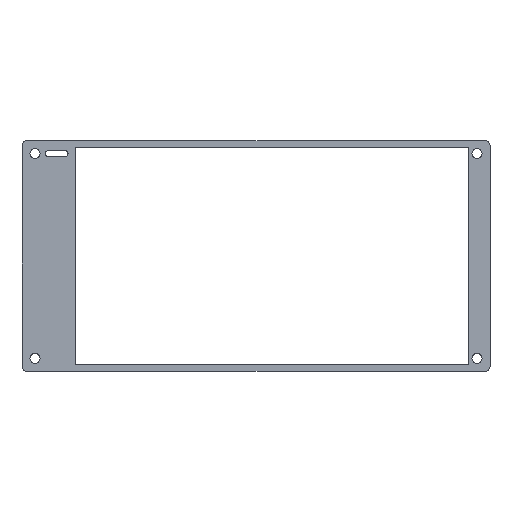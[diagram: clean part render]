
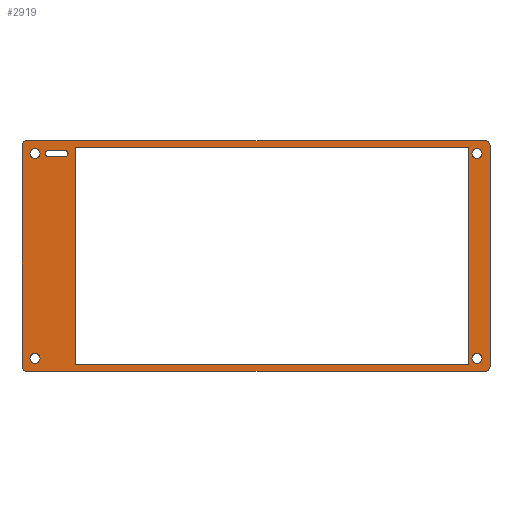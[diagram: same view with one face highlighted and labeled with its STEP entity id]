
A CAD part, top view. The second image highlights one B-rep face of the part: STEP entity #2919.
In plain terms, the highlighted planar face has unit normal (0, 0, 1).
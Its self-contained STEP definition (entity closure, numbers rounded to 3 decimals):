
#25=FACE_BOUND('',#440,.T.);
#26=FACE_BOUND('',#441,.T.);
#27=FACE_BOUND('',#442,.T.);
#28=FACE_BOUND('',#443,.T.);
#29=FACE_BOUND('',#444,.T.);
#30=FACE_BOUND('',#445,.T.);
#149=PLANE('',#3112);
#291=FACE_OUTER_BOUND('',#439,.T.);
#439=EDGE_LOOP('',(#2717,#2718,#2719,#2720,#2721,#2722,#2723,#2724));
#440=EDGE_LOOP('',(#2725,#2726,#2727,#2728));
#441=EDGE_LOOP('',(#2729,#2730,#2731,#2732,#2733,#2734,#2735,#2736));
#442=EDGE_LOOP('',(#2737));
#443=EDGE_LOOP('',(#2738));
#444=EDGE_LOOP('',(#2739));
#445=EDGE_LOOP('',(#2740));
#543=LINE('',#4064,#922);
#554=LINE('',#4086,#933);
#557=LINE('',#4091,#936);
#668=LINE('',#4344,#1047);
#672=LINE('',#4353,#1051);
#675=LINE('',#4361,#1054);
#678=LINE('',#4369,#1057);
#790=LINE('',#4596,#1169);
#810=LINE('',#4647,#1189);
#814=LINE('',#4656,#1193);
#817=LINE('',#4664,#1196);
#820=LINE('',#4672,#1199);
#922=VECTOR('',#3289,10.);
#933=VECTOR('',#3302,10.);
#936=VECTOR('',#3307,10.);
#1047=VECTOR('',#3482,10.);
#1051=VECTOR('',#3492,10.);
#1054=VECTOR('',#3501,10.);
#1057=VECTOR('',#3510,10.);
#1169=VECTOR('',#3746,10.);
#1189=VECTOR('',#3804,10.);
#1193=VECTOR('',#3814,10.);
#1196=VECTOR('',#3823,10.);
#1199=VECTOR('',#3832,10.);
#1229=CIRCLE('',#3012,1.);
#1230=CIRCLE('',#3015,1.);
#1231=CIRCLE('',#3018,1.);
#1232=CIRCLE('',#3021,1.);
#1237=CIRCLE('',#3093,1.55);
#1238=CIRCLE('',#3095,1.55);
#1239=CIRCLE('',#3097,1.55);
#1240=CIRCLE('',#3099,1.55);
#1241=CIRCLE('',#3102,1.523);
#1242=CIRCLE('',#3105,1.523);
#1243=CIRCLE('',#3108,1.523);
#1244=CIRCLE('',#3111,1.523);
#1316=VERTEX_POINT('',#4061);
#1317=VERTEX_POINT('',#4063);
#1326=VERTEX_POINT('',#4083);
#1327=VERTEX_POINT('',#4085);
#1437=VERTEX_POINT('',#4342);
#1438=VERTEX_POINT('',#4343);
#1439=VERTEX_POINT('',#4348);
#1440=VERTEX_POINT('',#4352);
#1441=VERTEX_POINT('',#4356);
#1442=VERTEX_POINT('',#4360);
#1443=VERTEX_POINT('',#4364);
#1444=VERTEX_POINT('',#4368);
#1504=VERTEX_POINT('',#4628);
#1505=VERTEX_POINT('',#4632);
#1506=VERTEX_POINT('',#4636);
#1507=VERTEX_POINT('',#4640);
#1508=VERTEX_POINT('',#4644);
#1509=VERTEX_POINT('',#4646);
#1510=VERTEX_POINT('',#4651);
#1511=VERTEX_POINT('',#4655);
#1512=VERTEX_POINT('',#4659);
#1513=VERTEX_POINT('',#4663);
#1514=VERTEX_POINT('',#4667);
#1515=VERTEX_POINT('',#4671);
#1618=EDGE_CURVE('',#1317,#1316,#543,.T.);
#1629=EDGE_CURVE('',#1327,#1326,#554,.T.);
#1632=EDGE_CURVE('',#1326,#1317,#557,.T.);
#1757=EDGE_CURVE('',#1437,#1438,#668,.T.);
#1760=EDGE_CURVE('',#1438,#1439,#1229,.T.);
#1762=EDGE_CURVE('',#1439,#1440,#672,.T.);
#1764=EDGE_CURVE('',#1440,#1441,#1230,.T.);
#1766=EDGE_CURVE('',#1441,#1442,#675,.T.);
#1768=EDGE_CURVE('',#1442,#1443,#1231,.T.);
#1770=EDGE_CURVE('',#1443,#1444,#678,.T.);
#1772=EDGE_CURVE('',#1444,#1437,#1232,.T.);
#1887=EDGE_CURVE('',#1316,#1327,#790,.T.);
#1902=EDGE_CURVE('',#1504,#1504,#1237,.T.);
#1904=EDGE_CURVE('',#1505,#1505,#1238,.T.);
#1906=EDGE_CURVE('',#1506,#1506,#1239,.T.);
#1908=EDGE_CURVE('',#1507,#1507,#1240,.T.);
#1911=EDGE_CURVE('',#1509,#1508,#810,.T.);
#1914=EDGE_CURVE('',#1510,#1509,#1241,.T.);
#1916=EDGE_CURVE('',#1511,#1510,#814,.T.);
#1918=EDGE_CURVE('',#1512,#1511,#1242,.T.);
#1920=EDGE_CURVE('',#1513,#1512,#817,.T.);
#1922=EDGE_CURVE('',#1514,#1513,#1243,.T.);
#1924=EDGE_CURVE('',#1515,#1514,#820,.T.);
#1926=EDGE_CURVE('',#1508,#1515,#1244,.T.);
#2717=ORIENTED_EDGE('',*,*,#1926,.T.);
#2718=ORIENTED_EDGE('',*,*,#1924,.T.);
#2719=ORIENTED_EDGE('',*,*,#1922,.T.);
#2720=ORIENTED_EDGE('',*,*,#1920,.T.);
#2721=ORIENTED_EDGE('',*,*,#1918,.T.);
#2722=ORIENTED_EDGE('',*,*,#1916,.T.);
#2723=ORIENTED_EDGE('',*,*,#1914,.T.);
#2724=ORIENTED_EDGE('',*,*,#1911,.T.);
#2725=ORIENTED_EDGE('',*,*,#1632,.T.);
#2726=ORIENTED_EDGE('',*,*,#1618,.T.);
#2727=ORIENTED_EDGE('',*,*,#1887,.T.);
#2728=ORIENTED_EDGE('',*,*,#1629,.T.);
#2729=ORIENTED_EDGE('',*,*,#1757,.T.);
#2730=ORIENTED_EDGE('',*,*,#1760,.T.);
#2731=ORIENTED_EDGE('',*,*,#1762,.T.);
#2732=ORIENTED_EDGE('',*,*,#1764,.T.);
#2733=ORIENTED_EDGE('',*,*,#1766,.T.);
#2734=ORIENTED_EDGE('',*,*,#1768,.T.);
#2735=ORIENTED_EDGE('',*,*,#1770,.T.);
#2736=ORIENTED_EDGE('',*,*,#1772,.T.);
#2737=ORIENTED_EDGE('',*,*,#1908,.T.);
#2738=ORIENTED_EDGE('',*,*,#1906,.T.);
#2739=ORIENTED_EDGE('',*,*,#1904,.T.);
#2740=ORIENTED_EDGE('',*,*,#1902,.T.);
#2919=ADVANCED_FACE('',(#291,#25,#26,#27,#28,#29,#30),#149,.T.);
#3012=AXIS2_PLACEMENT_3D('',#4349,#3487,#3488);
#3015=AXIS2_PLACEMENT_3D('',#4357,#3496,#3497);
#3018=AXIS2_PLACEMENT_3D('',#4365,#3505,#3506);
#3021=AXIS2_PLACEMENT_3D('',#4372,#3514,#3515);
#3093=AXIS2_PLACEMENT_3D('',#4629,#3783,#3784);
#3095=AXIS2_PLACEMENT_3D('',#4633,#3788,#3789);
#3097=AXIS2_PLACEMENT_3D('',#4637,#3793,#3794);
#3099=AXIS2_PLACEMENT_3D('',#4641,#3798,#3799);
#3102=AXIS2_PLACEMENT_3D('',#4652,#3809,#3810);
#3105=AXIS2_PLACEMENT_3D('',#4660,#3818,#3819);
#3108=AXIS2_PLACEMENT_3D('',#4668,#3827,#3828);
#3111=AXIS2_PLACEMENT_3D('',#4675,#3836,#3837);
#3112=AXIS2_PLACEMENT_3D('',#4676,#3838,#3839);
#3289=DIRECTION('',(0.,-1.,0.));
#3302=DIRECTION('',(0.,1.,0.));
#3307=DIRECTION('',(1.,0.,0.));
#3482=DIRECTION('',(1.,0.,0.));
#3487=DIRECTION('center_axis',(0.,0.,
-1.));
#3488=DIRECTION('ref_axis',(1.,0.,0.));
#3492=DIRECTION('',(0.,-1.,0.));
#3496=DIRECTION('center_axis',(0.,0.,
-1.));
#3497=DIRECTION('ref_axis',(0.,-1.,0.));
#3501=DIRECTION('',(-1.,0.,0.));
#3505=DIRECTION('center_axis',(0.,0.,
-1.));
#3506=DIRECTION('ref_axis',(-1.,0.,0.));
#3510=DIRECTION('',(0.,1.,0.));
#3514=DIRECTION('center_axis',(0.,0.,
-1.));
#3515=DIRECTION('ref_axis',(0.,1.,0.));
#3746=DIRECTION('',(-1.,0.,0.));
#3783=DIRECTION('center_axis',(0.,0.,
-1.));
#3784=DIRECTION('ref_axis',(-1.,0.,0.));
#3788=DIRECTION('center_axis',(0.,0.,
-1.));
#3789=DIRECTION('ref_axis',(-1.,0.,0.));
#3793=DIRECTION('center_axis',(0.,0.,
-1.));
#3794=DIRECTION('ref_axis',(-1.,0.,0.));
#3798=DIRECTION('center_axis',(0.,0.,
-1.));
#3799=DIRECTION('ref_axis',(-1.,0.,0.));
#3804=DIRECTION('',(0.,-1.,0.));
#3809=DIRECTION('center_axis',(0.,0.,
1.));
#3810=DIRECTION('ref_axis',(0.001,1.,0.));
#3814=DIRECTION('',(-1.,0.,0.));
#3818=DIRECTION('center_axis',(0.,0.,
1.));
#3819=DIRECTION('ref_axis',(1.,-0.001,0.));
#3823=DIRECTION('',(0.,1.,0.));
#3827=DIRECTION('center_axis',(0.,0.,
1.));
#3828=DIRECTION('ref_axis',(-0.001,-1.,0.));
#3832=DIRECTION('',(1.,0.,0.));
#3836=DIRECTION('center_axis',(0.,0.,
1.));
#3837=DIRECTION('ref_axis',(-1.,0.001,0.));
#3838=DIRECTION('center_axis',(0.,0.,
1.));
#3839=DIRECTION('ref_axis',(-1.,0.,0.));
#4061=CARTESIAN_POINT('',(137.536,2.,10.3));
#4063=CARTESIAN_POINT('',(137.536,69.,10.3));
#4064=CARTESIAN_POINT('',(137.536,18.75,10.3));
#4083=CARTESIAN_POINT('',(16.5,69.,10.3));
#4085=CARTESIAN_POINT('',(16.5,2.,10.3));
#4086=CARTESIAN_POINT('',(16.5,52.25,10.3));
#4091=CARTESIAN_POINT('',(104.768,69.,10.3));
#4342=CARTESIAN_POINT('',(8.224,68.,10.3));
#4343=CARTESIAN_POINT('',(13.155,68.,10.3));
#4344=CARTESIAN_POINT('',(42.578,68.,10.3));
#4348=CARTESIAN_POINT('',(14.155,67.,10.3));
#4349=CARTESIAN_POINT('Origin',(13.155,67.,10.3));
#4352=CARTESIAN_POINT('',(14.155,67.,10.3));
#4353=CARTESIAN_POINT('',(14.155,51.25,10.3));
#4356=CARTESIAN_POINT('',(13.155,66.,10.3));
#4357=CARTESIAN_POINT('Origin',(13.155,67.,10.3));
#4360=CARTESIAN_POINT('',(8.224,66.,10.3));
#4361=CARTESIAN_POINT('',(40.112,66.,10.3));
#4364=CARTESIAN_POINT('',(7.224,67.,10.3));
#4365=CARTESIAN_POINT('Origin',(8.224,67.,10.3));
#4368=CARTESIAN_POINT('',(7.224,67.,10.3));
#4369=CARTESIAN_POINT('',(7.224,51.25,10.3));
#4372=CARTESIAN_POINT('Origin',(8.224,67.,10.3));
#4596=CARTESIAN_POINT('',(44.5,2.,10.3));
#4628=CARTESIAN_POINT('',(5.55,4.,10.3));
#4629=CARTESIAN_POINT('Origin',(4.,4.,10.3));
#4632=CARTESIAN_POINT('',(5.55,67.,10.3));
#4633=CARTESIAN_POINT('Origin',(4.,67.,10.3));
#4636=CARTESIAN_POINT('',(141.55,4.,10.3));
#4637=CARTESIAN_POINT('Origin',(140.,4.,10.3));
#4640=CARTESIAN_POINT('',(141.55,67.,10.3));
#4641=CARTESIAN_POINT('Origin',(140.,67.,10.3));
#4644=CARTESIAN_POINT('',(0.,1.524,10.3));
#4646=CARTESIAN_POINT('',(0.,69.476,10.3));
#4647=CARTESIAN_POINT('',(0.,1.524,10.3));
#4651=CARTESIAN_POINT('',(1.524,71.,10.3));
#4652=CARTESIAN_POINT('Origin',(1.523,69.477,10.3));
#4655=CARTESIAN_POINT('',(142.476,71.,10.3));
#4656=CARTESIAN_POINT('',(1.524,71.,10.3));
#4659=CARTESIAN_POINT('',(144.,69.476,10.3));
#4660=CARTESIAN_POINT('Origin',(142.477,69.477,10.3));
#4663=CARTESIAN_POINT('',(144.,1.524,10.3));
#4664=CARTESIAN_POINT('',(144.,69.476,10.3));
#4667=CARTESIAN_POINT('',(142.476,0.,10.3));
#4668=CARTESIAN_POINT('Origin',(142.477,1.523,10.3));
#4671=CARTESIAN_POINT('',(1.524,0.,10.3));
#4672=CARTESIAN_POINT('',(142.476,0.,10.3));
#4675=CARTESIAN_POINT('Origin',(1.523,1.523,10.3));
#4676=CARTESIAN_POINT('Origin',(72.,35.5,10.3));
